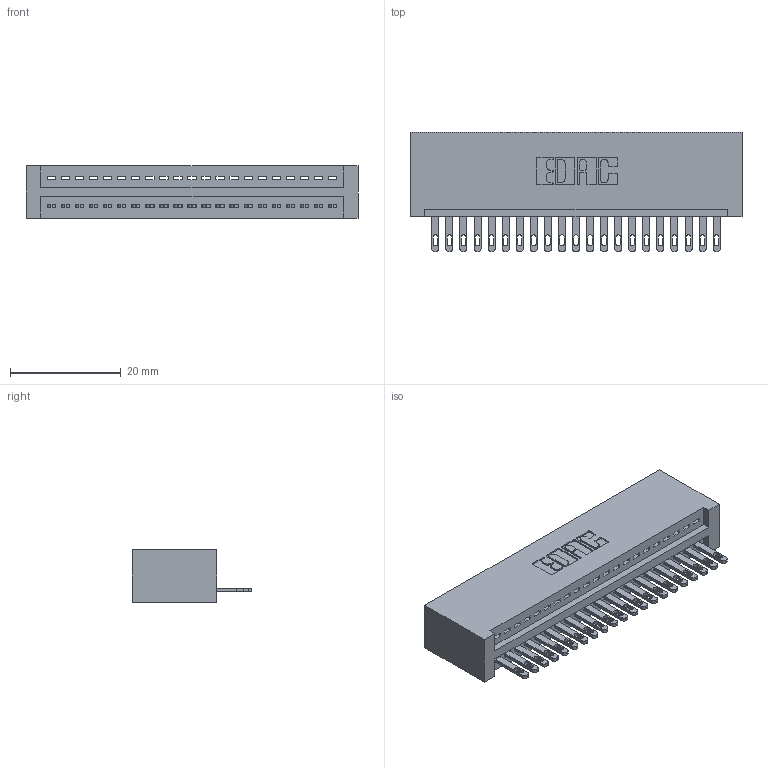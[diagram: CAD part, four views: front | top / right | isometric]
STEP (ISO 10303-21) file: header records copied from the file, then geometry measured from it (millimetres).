
FILE_DESCRIPTION (( 'STEP AP203' ), '1' );
FILE_NAME ('345-021-500-101.STEP', '2018-08-20T07:48:52', ( '' ), ( '' ), 'SwSTEP 2.0', 'SolidWorks 2016', '' );
FILE_SCHEMA (( 'CONFIG_CONTROL_DESIGN' ));
Length unit declared in the file: inch
Products named in the file (3): 345 Part_No Mounting Lugs; 345-292-001_345-293-100; 345-021-500-101
Assembly tree (22 placements, depth 2):
  345-021-500-101
    345 Part_No Mounting Lugs
    345-292-001_345-293-100  x21
Bounding box: 59.94 x 21.51 x 9.4 mm (x, y, z)
Volume: 6118.9 mm3; surface area: 8083.3 mm2
Topology: 22 solids, 22 shells, 1252 faces, 3845 edges, 2562 vertices
Faces by surface type: plane 790, cylinder 462
Entity records: 18285 total; most frequent: CARTESIAN_POINT 3175, ORIENTED_EDGE 3130, DIRECTION 2799, EDGE_CURVE 1565, VECTOR 1353, LINE 1353, VERTEX_POINT 1042, AXIS2_PLACEMENT_3D 723
